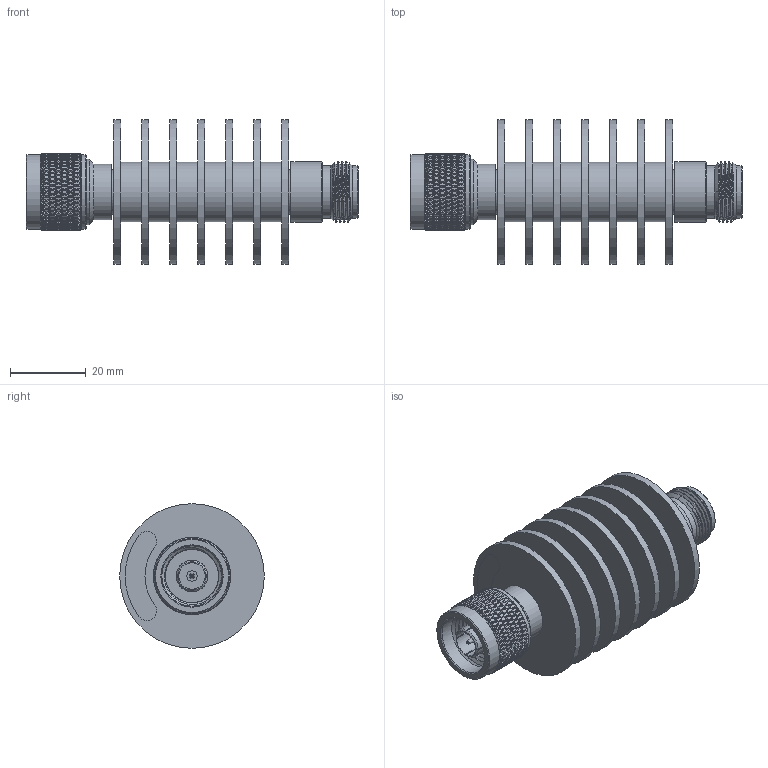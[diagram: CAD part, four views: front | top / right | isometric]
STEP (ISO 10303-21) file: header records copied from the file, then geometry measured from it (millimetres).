
FILE_DESCRIPTION (( 'STEP AP203' ), '1' );
FILE_NAME ('PE7426-XX_3D.step', '2021-10-25T15:19:51', ( '' ), ( '' ), 'SwSTEP 2.0', 'SolidWorks 2021', '' );
FILE_SCHEMA (( 'CONFIG_CONTROL_DESIGN' ));
Length unit declared in the file: inch
Products named in the file (1): PE7426-XX_3D
Bounding box: 87.4 x 38.1 x 38.1 mm (x, y, z)
Volume: 28059.8 mm3; surface area: 21463.5 mm2
Topology: 1 solids, 1 shells, 2337 faces, 4987 edges, 2680 vertices
Faces by surface type: bspline 1768, cylinder 489, plane 58, cone 22
Full cylindrical faces by diameter (mm): 1.27 x1, 1.524 x1, 2.286 x1, 2.794 x1, 6.985 x1, 7.112 x1, 8.255 x1, 8.636 x1, 11.745 x2, 13.716 x2, 14.635 x1, 15.748 x6, 15.875 x6, 17.175 x1, 19.715 x2, 38.1 x7
Entity records: 85892 total; most frequent: CARTESIAN_POINT 55518, ORIENTED_EDGE 9836, EDGE_CURVE 4918, VERTEX_POINT 2660, EDGE_LOOP 2404, FACE_OUTER_BOUND 2365, ADVANCED_FACE 2332, B_SPLINE_CURVE_WITH_KNOTS 2188
